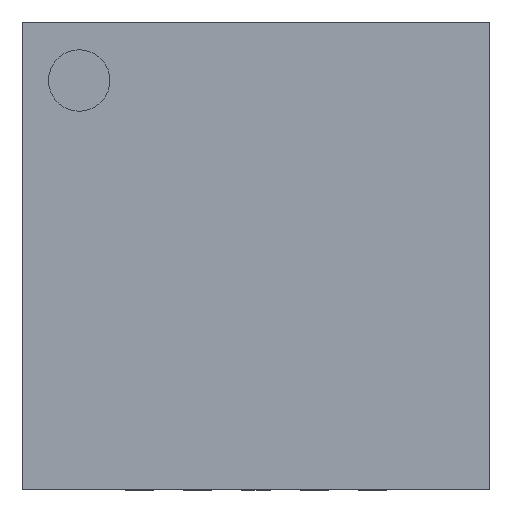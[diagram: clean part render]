
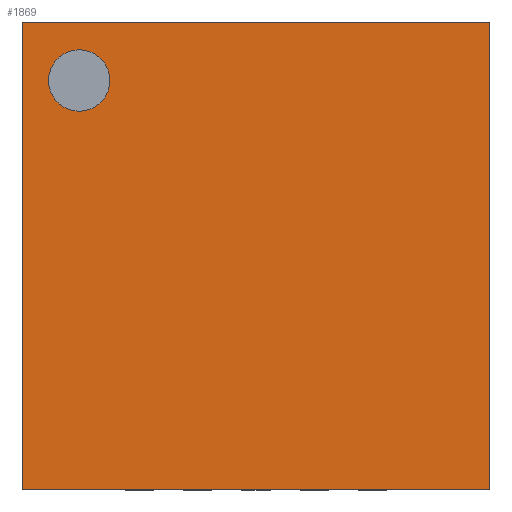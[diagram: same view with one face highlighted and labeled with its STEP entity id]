
A CAD part, top view. The second image highlights one B-rep face of the part: STEP entity #1869.
In plain terms, the highlighted planar face has unit normal (0, 0, 1).
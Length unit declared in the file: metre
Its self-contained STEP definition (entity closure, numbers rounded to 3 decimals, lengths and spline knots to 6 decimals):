
#1199 = EDGE_CURVE( '', #3178, #2978, #3214, .T. );
#1405 = EDGE_CURVE( '', #2901, #3178, #3558, .T. );
#1517 = EDGE_CURVE( '', #2978, #3733, #3734, .T. );
#1869 = ADVANCED_FACE( '', ( #4226, #4227 ), #4228, .F. );
#2137 = EDGE_CURVE( '', #4571, #4571, #4572, .T. );
#2445 = EDGE_CURVE( '', #3733, #2901, #4934, .T. );
#2901 = VERTEX_POINT( '', #5467 );
#2978 = VERTEX_POINT( '', #5572 );
#3178 = VERTEX_POINT( '', #5843 );
#3214 = LINE( '', #5895, #5896 );
#3558 = LINE( '', #6385, #6386 );
#3733 = VERTEX_POINT( '', #6641 );
#3734 = LINE( '', #6642, #6643 );
#4226 = FACE_OUTER_BOUND( '', #7373, .T. );
#4227 = FACE_BOUND( '', #7374, .T. );
#4228 = PLANE( '', #7375 );
#4571 = VERTEX_POINT( '', #7899 );
#4572 = CIRCLE( '', #7900, 0.000263 );
#4934 = LINE( '', #8491, #8492 );
#5467 = CARTESIAN_POINT( '', ( 0.002, 0.002, 0.000801 ) );
#5572 = CARTESIAN_POINT( '', ( -0.002, -0.002, 0.000801 ) );
#5843 = CARTESIAN_POINT( '', ( 0.002, -0.002, 0.000801 ) );
#5895 = CARTESIAN_POINT( '', ( 0.002, -0.002, 0.000801 ) );
#5896 = VECTOR( '', #9421, 1. );
#6385 = CARTESIAN_POINT( '', ( 0.002, 0.002, 0.000801 ) );
#6386 = VECTOR( '', #9814, 1. );
#6641 = CARTESIAN_POINT( '', ( -0.002, 0.002, 0.000801 ) );
#6642 = CARTESIAN_POINT( '', ( -0.002, -0.002, 0.000801 ) );
#6643 = VECTOR( '', #9998, 1. );
#7373 = EDGE_LOOP( '', ( #10555, #10556, #10557, #10558 ) );
#7374 = EDGE_LOOP( '', ( #10559 ) );
#7375 = AXIS2_PLACEMENT_3D( '', #10560, #10561, #10562 );
#7899 = CARTESIAN_POINT( '', ( -0.001774, 0.0015, 0.000801 ) );
#7900 = AXIS2_PLACEMENT_3D( '', #11006, #11007, #11008 );
#8491 = CARTESIAN_POINT( '', ( -0.002, 0.002, 0.000801 ) );
#8492 = VECTOR( '', #11459, 1. );
#9421 = DIRECTION( '', ( -1., 0., 0. ) );
#9814 = DIRECTION( '', ( 0., -1., 0. ) );
#9998 = DIRECTION( '', ( 0., 1., 0. ) );
#10555 = ORIENTED_EDGE( '', *, *, #1199, .F. );
#10556 = ORIENTED_EDGE( '', *, *, #1405, .F. );
#10557 = ORIENTED_EDGE( '', *, *, #2445, .F. );
#10558 = ORIENTED_EDGE( '', *, *, #1517, .F. );
#10559 = ORIENTED_EDGE( '', *, *, #2137, .T. );
#10560 = CARTESIAN_POINT( '', ( 0., 0., 0.000801 ) );
#10561 = DIRECTION( '', ( 0., 0., -1. ) );
#10562 = DIRECTION( '', ( -1., 0., 0. ) );
#11006 = CARTESIAN_POINT( '', ( -0.001512, 0.0015, 0.000801 ) );
#11007 = DIRECTION( '', ( 0., 0., -1. ) );
#11008 = DIRECTION( '', ( -1., 0., 0. ) );
#11459 = DIRECTION( '', ( 1., 0., 0. ) );
